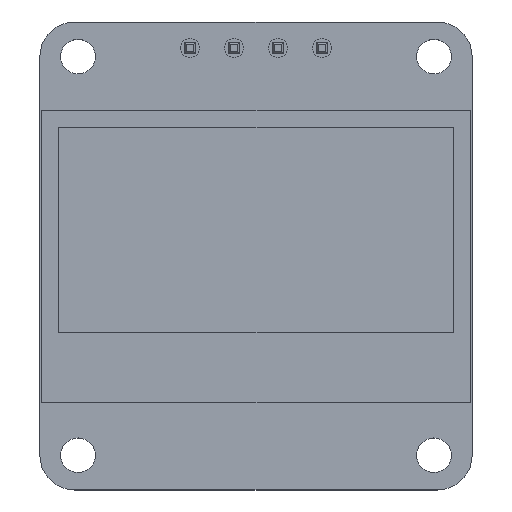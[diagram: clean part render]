
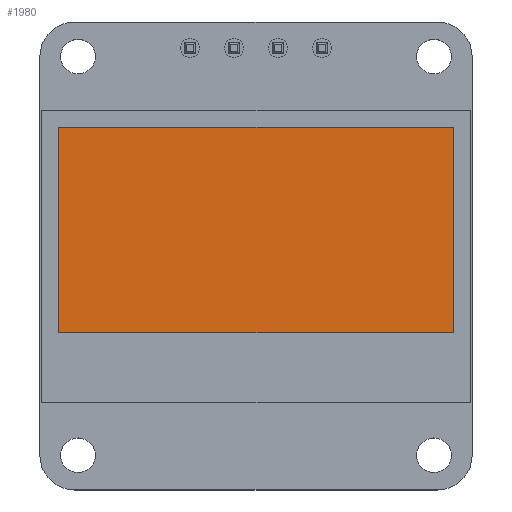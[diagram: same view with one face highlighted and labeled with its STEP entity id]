
A CAD part, top view. The second image highlights one B-rep face of the part: STEP entity #1980.
In plain terms, the highlighted planar face has unit normal (0, 0, 1).
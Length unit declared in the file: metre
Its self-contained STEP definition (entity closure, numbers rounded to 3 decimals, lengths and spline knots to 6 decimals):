
#561=ORIENTED_EDGE('',*,*,#846,.F.);
#562=ORIENTED_EDGE('',*,*,#849,.T.);
#563=ORIENTED_EDGE('',*,*,#851,.T.);
#564=ORIENTED_EDGE('',*,*,#852,.F.);
#846=EDGE_CURVE('',#1017,#1018,#1254,.T.);
#849=EDGE_CURVE('',#1017,#1019,#1257,.T.);
#851=EDGE_CURVE('',#1019,#1020,#1259,.T.);
#852=EDGE_CURVE('',#1018,#1020,#1260,.T.);
#1017=VERTEX_POINT('',#3583);
#1018=VERTEX_POINT('',#3585);
#1019=VERTEX_POINT('',#3589);
#1020=VERTEX_POINT('',#3593);
#1254=LINE('',#3584,#1478);
#1257=LINE('',#3590,#1481);
#1259=LINE('',#3594,#1483);
#1260=LINE('',#3596,#1484);
#1478=VECTOR('',#3048,1.);
#1481=VECTOR('',#3053,1.);
#1483=VECTOR('',#3057,1.);
#1484=VECTOR('',#3060,1.);
#1602=EDGE_LOOP('',(#561,#562,#563,#564));
#1746=FACE_BOUND('',#1602,.T.);
#1881=PLANE('',#2620);
#1980=ADVANCED_FACE('',(#1746),#1881,.T.);
#2620=AXIS2_PLACEMENT_3D('',#3597,#3061,#3062);
#3048=DIRECTION('',(1.,0.,0.));
#3053=DIRECTION('',(0.,-1.,0.));
#3057=DIRECTION('',(1.,0.,0.));
#3060=DIRECTION('',(0.,-1.,0.));
#3061=DIRECTION('',(0.,0.,1.));
#3062=DIRECTION('',(1.,0.,0.));
#3583=CARTESIAN_POINT('',(-0.01137,0.00745,0.00132));
#3584=CARTESIAN_POINT('',(0.,0.00745,0.00132));
#3585=CARTESIAN_POINT('',(0.01137,0.00745,0.00132));
#3589=CARTESIAN_POINT('',(-0.01137,-0.00441,0.00132));
#3590=CARTESIAN_POINT('',(-0.01137,0.00152,0.00132));
#3593=CARTESIAN_POINT('',(0.01137,-0.00441,0.00132));
#3594=CARTESIAN_POINT('',(0.,-0.00441,0.00132));
#3596=CARTESIAN_POINT('',(0.01137,0.00152,0.00132));
#3597=CARTESIAN_POINT('',(0.,0.,0.00132));
